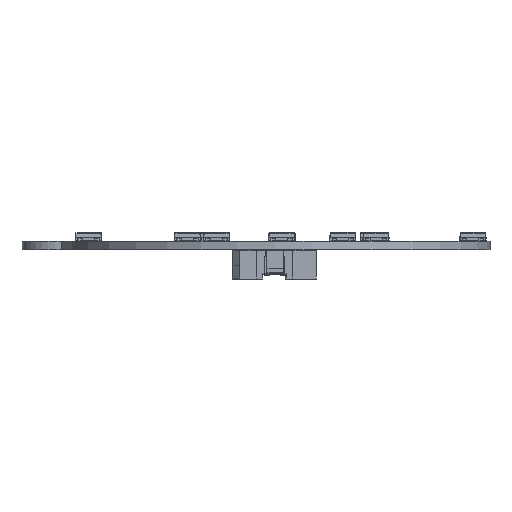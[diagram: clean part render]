
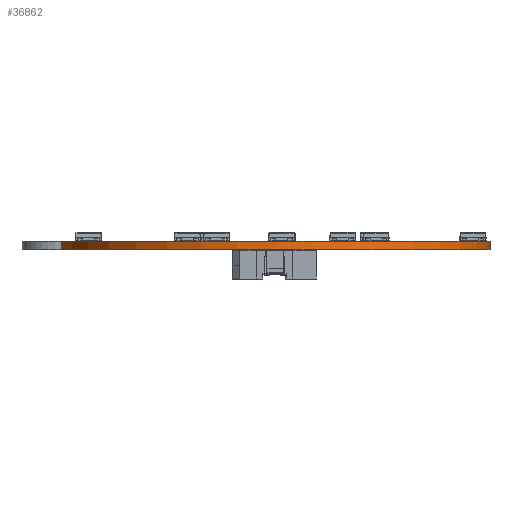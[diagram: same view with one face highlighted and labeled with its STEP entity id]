
A CAD part, left-side view. The second image highlights one B-rep face of the part: STEP entity #36862.
In plain terms, the highlighted cylindrical face has radius 41.312 mm (diameter 82.625 mm), a partial arc.
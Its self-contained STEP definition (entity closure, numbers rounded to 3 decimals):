
#36835 = VERTEX_POINT('',#36836);
#36836 = CARTESIAN_POINT('',(-0.062,-41.439,
    1.6));
#36843 = EDGE_CURVE('',#36844,#36835,#36846,.T.);
#36844 = VERTEX_POINT('',#36845);
#36845 = CARTESIAN_POINT('',(-0.062,-41.439,0.));
#36846 = LINE('',#36847,#36848);
#36847 = CARTESIAN_POINT('',(-0.062,-41.439,0.));
#36848 = VECTOR('',#36849,1.);
#36849 = DIRECTION('',(0.,0.,1.));
#36862 = ADVANCED_FACE('',(#36863),#36890,.T.);
#36863 = FACE_BOUND('',#36864,.T.);
#36864 = EDGE_LOOP('',(#36865,#36866,#36875,#36883));
#36865 = ORIENTED_EDGE('',*,*,#36843,.T.);
#36866 = ORIENTED_EDGE('',*,*,#36867,.T.);
#36867 = EDGE_CURVE('',#36835,#36868,#36870,.T.);
#36868 = VERTEX_POINT('',#36869);
#36869 = CARTESIAN_POINT('',(-7.491,40.501,
    1.6));
#36870 = CIRCLE('',#36871,41.312);
#36871 = AXIS2_PLACEMENT_3D('',#36872,#36873,#36874);
#36872 = CARTESIAN_POINT('',(0.,-0.127,
    1.6));
#36873 = DIRECTION('',(0.,0.,-1.));
#36874 = DIRECTION('',(-0.002,-1.,-0.));
#36875 = ORIENTED_EDGE('',*,*,#36876,.F.);
#36876 = EDGE_CURVE('',#36877,#36868,#36879,.T.);
#36877 = VERTEX_POINT('',#36878);
#36878 = CARTESIAN_POINT('',(-7.491,40.501,0.));
#36879 = LINE('',#36880,#36881);
#36880 = CARTESIAN_POINT('',(-7.491,40.501,0.));
#36881 = VECTOR('',#36882,1.);
#36882 = DIRECTION('',(0.,0.,1.));
#36883 = ORIENTED_EDGE('',*,*,#36884,.F.);
#36884 = EDGE_CURVE('',#36844,#36877,#36885,.T.);
#36885 = CIRCLE('',#36886,41.312);
#36886 = AXIS2_PLACEMENT_3D('',#36887,#36888,#36889);
#36887 = CARTESIAN_POINT('',(0.,-0.127,0.));
#36888 = DIRECTION('',(0.,0.,-1.));
#36889 = DIRECTION('',(-0.002,-1.,-0.));
#36890 = CYLINDRICAL_SURFACE('',#36891,41.312);
#36891 = AXIS2_PLACEMENT_3D('',#36892,#36893,#36894);
#36892 = CARTESIAN_POINT('',(0.,-0.127,0.));
#36893 = DIRECTION('',(0.,0.,-1.));
#36894 = DIRECTION('',(-0.002,-1.,-0.));
